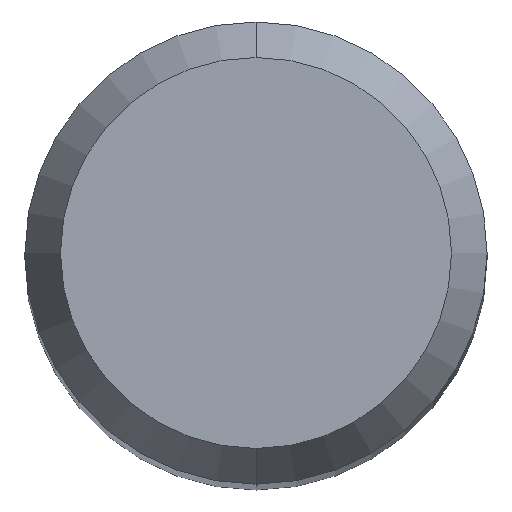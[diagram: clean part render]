
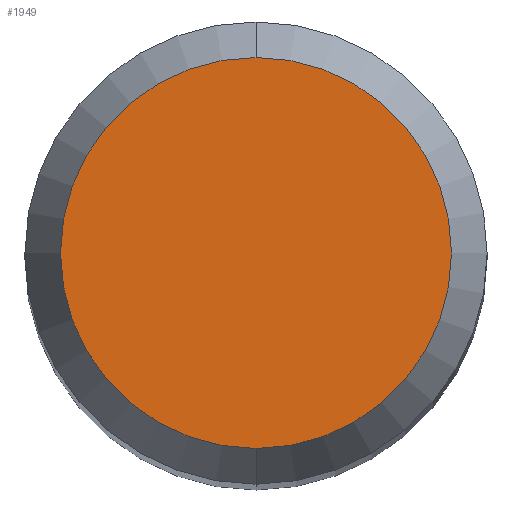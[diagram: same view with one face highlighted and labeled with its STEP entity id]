
A CAD part, top view. The second image highlights one B-rep face of the part: STEP entity #1949.
In plain terms, the highlighted planar face has unit normal (0, 0, 1).
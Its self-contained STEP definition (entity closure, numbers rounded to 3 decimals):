
#1175=VERTEX_POINT('',#3463);
#1185=EDGE_CURVE('',#1581,#1175,#3473,.T.);
#1581=VERTEX_POINT('',#3912);
#1949=ADVANCED_FACE('',(#4312),#4313,.T.);
#3017=EDGE_CURVE('',#1175,#1581,#5473,.T.);
#3463=CARTESIAN_POINT('',(0.,-2.538,0.0));
#3473=CIRCLE('',#5979,2.538);
#3912=CARTESIAN_POINT('',(0.0,2.538,0.0));
#4312=FACE_OUTER_BOUND('',#8393,.T.);
#4313=PLANE('',#8394);
#5473=CIRCLE('',#11614,2.538);
#5979=AXIS2_PLACEMENT_3D('',#12757,#12758,#12759);
#8393=EDGE_LOOP('',(#13718,#13719));
#8394=AXIS2_PLACEMENT_3D('',#13720,#13721,#13722);
#11614=AXIS2_PLACEMENT_3D('',#14959,#14960,#14961);
#12757=CARTESIAN_POINT('',(0.0,0.0,0.0));
#12758=DIRECTION('',(0.0,0.0,-1.0));
#12759=DIRECTION('',(0.0,1.0,0.0));
#13718=ORIENTED_EDGE('',*,*,#1185,.F.);
#13719=ORIENTED_EDGE('',*,*,#3017,.F.);
#13720=CARTESIAN_POINT('',(0.0,1.269,0.0));
#13721=DIRECTION('',(-0.0,0.0,1.0));
#13722=DIRECTION('',(0.0,-1.0,0.0));
#14959=CARTESIAN_POINT('',(0.0,0.0,0.0));
#14960=DIRECTION('',(0.0,0.0,-1.0));
#14961=DIRECTION('',(0.0,1.0,0.0));
